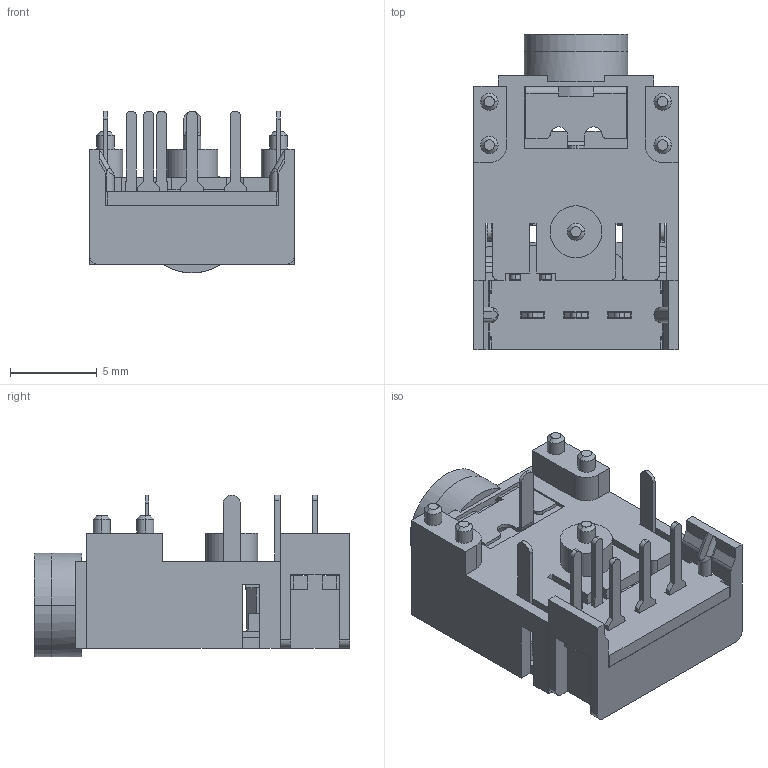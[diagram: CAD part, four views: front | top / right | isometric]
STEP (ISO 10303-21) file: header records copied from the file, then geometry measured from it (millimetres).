
FILE_DESCRIPTION (( 'STEP AP203' ), '1' );
FILE_NAME ('54-00301.STEP', '2022-07-18T18:24:05', ( '' ), ( '' ), 'SwSTEP 2.0', 'SolidWorks 2021', '' );
FILE_SCHEMA (( 'CONFIG_CONTROL_DESIGN' ));
Length unit declared in the file: millimetre
Products named in the file (1): 54-00301
Bounding box: 11.8 x 18.2 x 9.35 mm (x, y, z)
Volume: 572 mm3; surface area: 2080.9 mm2
Topology: 13 solids, 13 shells, 733 faces, 2030 edges, 1310 vertices
Faces by surface type: plane 543, cylinder 152, cone 20, bspline 16, torus 2
Entity records: 23981 total; most frequent: CARTESIAN_POINT 5050, ORIENTED_EDGE 4060, DIRECTION 3715, EDGE_CURVE 2030, LINE 1655, VECTOR 1655, VERTEX_POINT 1310, AXIS2_PLACEMENT_3D 1030
